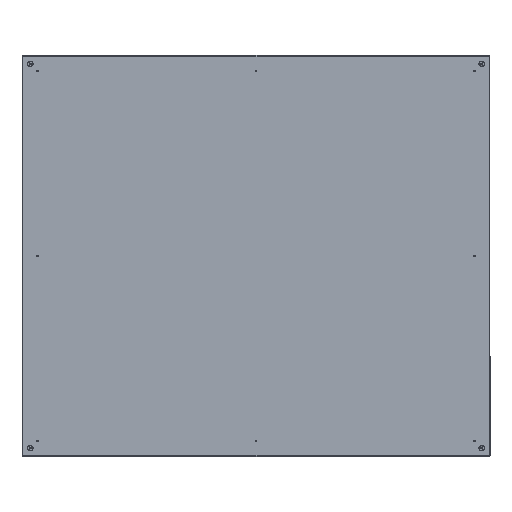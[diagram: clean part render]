
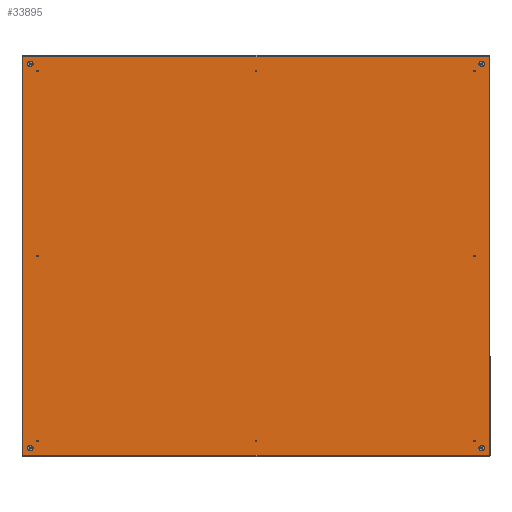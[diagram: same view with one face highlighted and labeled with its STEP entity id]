
A CAD part, left-side view. The second image highlights one B-rep face of the part: STEP entity #33895.
In plain terms, the highlighted face is planar.
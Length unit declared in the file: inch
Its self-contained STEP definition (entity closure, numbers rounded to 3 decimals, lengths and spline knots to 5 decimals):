
#891 = CIRCLE ( 'NONE', #82556, 0.25 ) ;
#1237 = AXIS2_PLACEMENT_3D ( 'NONE', #34003, #61064, #79262 ) ;
#1484 = EDGE_CURVE ( 'NONE', #43935, #43419, #97037, .T. ) ;
#5346 = DIRECTION ( 'NONE',  ( -1., 0., 0. ) ) ;
#6483 = EDGE_CURVE ( 'NONE', #75403, #24921, #72053, .T. ) ;
#7324 = EDGE_CURVE ( 'NONE', #24921, #75403, #891, .T. ) ;
#7562 = FACE_BOUND ( 'NONE', #31819, .T. ) ;
#9758 = CARTESIAN_POINT ( 'NONE',  ( -17.892, 0., 0. ) ) ;
#10558 = AXIS2_PLACEMENT_3D ( 'NONE', #100033, #90351, #89952 ) ;
#10700 = CIRCLE ( 'NONE', #82589, 0.25 ) ;
#11078 = AXIS2_PLACEMENT_3D ( 'NONE', #29170, #37257, #83303 ) ;
#12903 = EDGE_LOOP ( 'NONE', ( #90676, #75319 ) ) ;
#16449 = DIRECTION ( 'NONE',  ( 0., 1., 0. ) ) ;
#17711 = EDGE_CURVE ( 'NONE', #66334, #34157, #96144, .T. ) ;
#18086 = EDGE_CURVE ( 'NONE', #38203, #78902, #10700, .T. ) ;
#19056 = DIRECTION ( 'NONE',  ( 0., 0., 1. ) ) ;
#21157 = CARTESIAN_POINT ( 'NONE',  ( 17.25, 0., -20.25 ) ) ;
#22971 = VERTEX_POINT ( 'NONE', #64762 ) ;
#24482 = LINE ( 'NONE', #9758, #98176 ) ;
#24729 = ORIENTED_EDGE ( 'NONE', *, *, #117134, .T. ) ;
#24921 = VERTEX_POINT ( 'NONE', #45177 ) ;
#26915 = CARTESIAN_POINT ( 'NONE',  ( -17.892, 0., -20.928 ) ) ;
#27000 = ORIENTED_EDGE ( 'NONE', *, *, #49767, .T. ) ;
#29170 = CARTESIAN_POINT ( 'NONE',  ( -17.25, 0., -20.25 ) ) ;
#31819 = EDGE_LOOP ( 'NONE', ( #61101, #41719 ) ) ;
#31997 = CARTESIAN_POINT ( 'NONE',  ( -17., 0., 20.25 ) ) ;
#32145 = FACE_BOUND ( 'NONE', #12903, .T. ) ;
#33895 = ADVANCED_FACE ( 'NONE', ( #65361, #32145, #114500, #7562, #84164 ), #53186, .T. ) ;
#34003 = CARTESIAN_POINT ( 'NONE',  ( 17.25, 0., 20.25 ) ) ;
#34157 = VERTEX_POINT ( 'NONE', #119750 ) ;
#35834 = DIRECTION ( 'NONE',  ( -1., 0., 0. ) ) ;
#36713 = CARTESIAN_POINT ( 'NONE',  ( 17., 0., 20.25 ) ) ;
#37127 = LINE ( 'NONE', #83648, #119449 ) ;
#37257 = DIRECTION ( 'NONE',  ( 0., -1., 0. ) ) ;
#38013 = DIRECTION ( 'NONE',  ( 0., 0., -1. ) ) ;
#38203 = VERTEX_POINT ( 'NONE', #59176 ) ;
#38349 = AXIS2_PLACEMENT_3D ( 'NONE', #98857, #16449, #89566 ) ;
#38933 = ORIENTED_EDGE ( 'NONE', *, *, #7324, .T. ) ;
#39555 = CARTESIAN_POINT ( 'NONE',  ( 17.892, 0., 20.928 ) ) ;
#41719 = ORIENTED_EDGE ( 'NONE', *, *, #46556, .T. ) ;
#42194 = CIRCLE ( 'NONE', #71782, 0.25 ) ;
#42507 = DIRECTION ( 'NONE',  ( 0., -1., 0. ) ) ;
#43419 = VERTEX_POINT ( 'NONE', #39555 ) ;
#43935 = VERTEX_POINT ( 'NONE', #110042 ) ;
#44520 = CIRCLE ( 'NONE', #88729, 0.25 ) ;
#45177 = CARTESIAN_POINT ( 'NONE',  ( 17.5, 0., -20.25 ) ) ;
#45178 = CARTESIAN_POINT ( 'NONE',  ( 17., 0., -20.25 ) ) ;
#46556 = EDGE_CURVE ( 'NONE', #78902, #38203, #42194, .T. ) ;
#46823 = CARTESIAN_POINT ( 'NONE',  ( -17.25, 0., 20.25 ) ) ;
#46935 = VECTOR ( 'NONE', #108857, 39.37008 ) ;
#49767 = EDGE_CURVE ( 'NONE', #61434, #56244, #57038, .T. ) ;
#50777 = EDGE_LOOP ( 'NONE', ( #80033, #27000, #58407, #79273 ) ) ;
#53186 = PLANE ( 'NONE',  #38349 ) ;
#53661 = VECTOR ( 'NONE', #66583, 39.37008 ) ;
#55341 = EDGE_CURVE ( 'NONE', #56244, #43935, #24482, .T. ) ;
#56244 = VERTEX_POINT ( 'NONE', #26915 ) ;
#56915 = DIRECTION ( 'NONE',  ( 0., -1., 0. ) ) ;
#57038 = LINE ( 'NONE', #71370, #46935 ) ;
#57184 = EDGE_CURVE ( 'NONE', #95996, #22971, #91556, .T. ) ;
#58407 = ORIENTED_EDGE ( 'NONE', *, *, #55341, .T. ) ;
#59176 = CARTESIAN_POINT ( 'NONE',  ( -17.5, 0., 20.25 ) ) ;
#59378 = CIRCLE ( 'NONE', #82228, 0.25 ) ;
#61064 = DIRECTION ( 'NONE',  ( 0., -1., 0. ) ) ;
#61101 = ORIENTED_EDGE ( 'NONE', *, *, #18086, .T. ) ;
#61434 = VERTEX_POINT ( 'NONE', #86315 ) ;
#61891 = CARTESIAN_POINT ( 'NONE',  ( -17.25, 0., -20.25 ) ) ;
#64625 = DIRECTION ( 'NONE',  ( -1., 0., 0. ) ) ;
#64762 = CARTESIAN_POINT ( 'NONE',  ( -17., 0., -20.25 ) ) ;
#65361 = FACE_OUTER_BOUND ( 'NONE', #50777, .T. ) ;
#66334 = VERTEX_POINT ( 'NONE', #36713 ) ;
#66583 = DIRECTION ( 'NONE',  ( 1., 0., 0. ) ) ;
#71370 = CARTESIAN_POINT ( 'NONE',  ( 17.875, 0., -20.928 ) ) ;
#71782 = AXIS2_PLACEMENT_3D ( 'NONE', #118579, #81866, #35834 ) ;
#72053 = CIRCLE ( 'NONE', #10558, 0.25 ) ;
#72073 = EDGE_LOOP ( 'NONE', ( #89049, #24729 ) ) ;
#75319 = ORIENTED_EDGE ( 'NONE', *, *, #89030, .T. ) ;
#75403 = VERTEX_POINT ( 'NONE', #45178 ) ;
#78902 = VERTEX_POINT ( 'NONE', #31997 ) ;
#79262 = DIRECTION ( 'NONE',  ( -1., 0., 0. ) ) ;
#79273 = ORIENTED_EDGE ( 'NONE', *, *, #1484, .T. ) ;
#80033 = ORIENTED_EDGE ( 'NONE', *, *, #118921, .T. ) ;
#80763 = ORIENTED_EDGE ( 'NONE', *, *, #6483, .T. ) ;
#81866 = DIRECTION ( 'NONE',  ( 0., -1., 0. ) ) ;
#82228 = AXIS2_PLACEMENT_3D ( 'NONE', #61891, #42507, #5346 ) ;
#82556 = AXIS2_PLACEMENT_3D ( 'NONE', #21157, #113136, #104246 ) ;
#82589 = AXIS2_PLACEMENT_3D ( 'NONE', #46823, #56915, #64625 ) ;
#83303 = DIRECTION ( 'NONE',  ( -1., 0., 0. ) ) ;
#83565 = CARTESIAN_POINT ( 'NONE',  ( 17.875, 0., 20.928 ) ) ;
#83648 = CARTESIAN_POINT ( 'NONE',  ( 17.892, 0., 0. ) ) ;
#84164 = FACE_BOUND ( 'NONE', #72073, .T. ) ;
#86315 = CARTESIAN_POINT ( 'NONE',  ( 17.892, 0., -20.928 ) ) ;
#88729 = AXIS2_PLACEMENT_3D ( 'NONE', #90468, #99772, #117101 ) ;
#89030 = EDGE_CURVE ( 'NONE', #34157, #66334, #44520, .T. ) ;
#89049 = ORIENTED_EDGE ( 'NONE', *, *, #57184, .T. ) ;
#89524 = CARTESIAN_POINT ( 'NONE',  ( -17.5, 0., -20.25 ) ) ;
#89566 = DIRECTION ( 'NONE',  ( -1., 0., 0. ) ) ;
#89952 = DIRECTION ( 'NONE',  ( -1., 0., 0. ) ) ;
#90351 = DIRECTION ( 'NONE',  ( 0., -1., 0. ) ) ;
#90468 = CARTESIAN_POINT ( 'NONE',  ( 17.25, 0., 20.25 ) ) ;
#90676 = ORIENTED_EDGE ( 'NONE', *, *, #17711, .T. ) ;
#91556 = CIRCLE ( 'NONE', #11078, 0.25 ) ;
#95996 = VERTEX_POINT ( 'NONE', #89524 ) ;
#96144 = CIRCLE ( 'NONE', #1237, 0.25 ) ;
#97037 = LINE ( 'NONE', #83565, #53661 ) ;
#98176 = VECTOR ( 'NONE', #19056, 39.37008 ) ;
#98857 = CARTESIAN_POINT ( 'NONE',  ( 0., 0., 0. ) ) ;
#99772 = DIRECTION ( 'NONE',  ( 0., -1., 0. ) ) ;
#100033 = CARTESIAN_POINT ( 'NONE',  ( 17.25, 0., -20.25 ) ) ;
#104246 = DIRECTION ( 'NONE',  ( -1., 0., 0. ) ) ;
#108857 = DIRECTION ( 'NONE',  ( -1., 0., 0. ) ) ;
#110042 = CARTESIAN_POINT ( 'NONE',  ( -17.892, 0., 20.928 ) ) ;
#113136 = DIRECTION ( 'NONE',  ( 0., -1., 0. ) ) ;
#114500 = FACE_BOUND ( 'NONE', #119266, .T. ) ;
#117101 = DIRECTION ( 'NONE',  ( -1., 0., 0. ) ) ;
#117134 = EDGE_CURVE ( 'NONE', #22971, #95996, #59378, .T. ) ;
#118579 = CARTESIAN_POINT ( 'NONE',  ( -17.25, 0., 20.25 ) ) ;
#118921 = EDGE_CURVE ( 'NONE', #43419, #61434, #37127, .T. ) ;
#119266 = EDGE_LOOP ( 'NONE', ( #80763, #38933 ) ) ;
#119449 = VECTOR ( 'NONE', #38013, 39.37008 ) ;
#119750 = CARTESIAN_POINT ( 'NONE',  ( 17.5, 0., 20.25 ) ) ;
